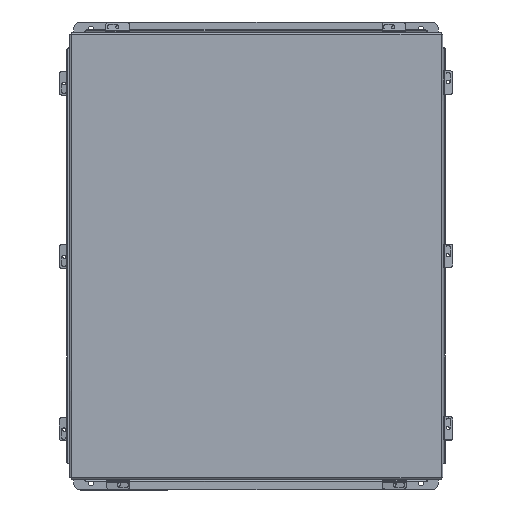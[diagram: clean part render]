
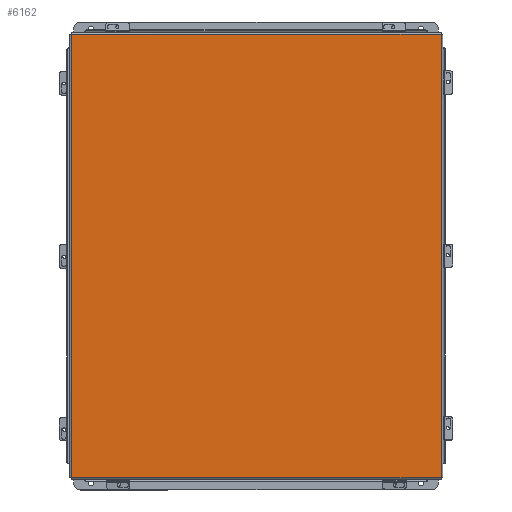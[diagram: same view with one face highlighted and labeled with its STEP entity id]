
A CAD part, top view. The second image highlights one B-rep face of the part: STEP entity #6162.
In plain terms, the highlighted face is planar.
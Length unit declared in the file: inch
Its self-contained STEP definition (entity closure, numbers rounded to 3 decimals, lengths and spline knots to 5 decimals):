
#68 = EDGE_LOOP ( 'NONE', ( #6279, #2051, #9921, #6159 ) ) ;
#339 = DIRECTION ( 'NONE',  ( 0., 1., 0. ) ) ;
#471 = FACE_OUTER_BOUND ( 'NONE', #68, .T. ) ;
#474 = CARTESIAN_POINT ( 'NONE',  ( 10.07448, -12.06855, -0.0747 ) ) ;
#657 = EDGE_CURVE ( 'NONE', #2163, #8116, #741, .T. ) ;
#684 = CARTESIAN_POINT ( 'NONE',  ( -10.06855, 12.06855, -0.0747 ) ) ;
#741 = LINE ( 'NONE', #972, #5035 ) ;
#935 = AXIS2_PLACEMENT_3D ( 'NONE', #8509, #9458, #5402 ) ;
#972 = CARTESIAN_POINT ( 'NONE',  ( -10.06855, -12.07448, -0.0747 ) ) ;
#1146 = VECTOR ( 'NONE', #1280, 39.37008 ) ;
#1280 = DIRECTION ( 'NONE',  ( 0., -1., 0. ) ) ;
#1776 = EDGE_CURVE ( 'NONE', #8116, #4667, #4940, .T. ) ;
#2051 = ORIENTED_EDGE ( 'NONE', *, *, #9226, .T. ) ;
#2163 = VERTEX_POINT ( 'NONE', #8101 ) ;
#2278 = CARTESIAN_POINT ( 'NONE',  ( 10.06855, 12.06855, -0.0747 ) ) ;
#2809 = CARTESIAN_POINT ( 'NONE',  ( 10.06855, 12.07448, -0.0747 ) ) ;
#3216 = DIRECTION ( 'NONE',  ( 1., 0., 0. ) ) ;
#3217 = PLANE ( 'NONE',  #935 ) ;
#3379 = VERTEX_POINT ( 'NONE', #6899 ) ;
#3572 = DIRECTION ( 'NONE',  ( -1., 0., 0. ) ) ;
#4667 = VERTEX_POINT ( 'NONE', #2278 ) ;
#4940 = LINE ( 'NONE', #8854, #6547 ) ;
#5035 = VECTOR ( 'NONE', #339, 39.37008 ) ;
#5207 = VECTOR ( 'NONE', #3572, 39.37008 ) ;
#5337 = EDGE_CURVE ( 'NONE', #3379, #2163, #7086, .T. ) ;
#5402 = DIRECTION ( 'NONE',  ( -1., 0., 0. ) ) ;
#6159 = ORIENTED_EDGE ( 'NONE', *, *, #657, .T. ) ;
#6162 = ADVANCED_FACE ( 'NONE', ( #471 ), #3217, .T. ) ;
#6279 = ORIENTED_EDGE ( 'NONE', *, *, #1776, .T. ) ;
#6547 = VECTOR ( 'NONE', #3216, 39.37008 ) ;
#6899 = CARTESIAN_POINT ( 'NONE',  ( 10.06855, -12.06855, -0.0747 ) ) ;
#7086 = LINE ( 'NONE', #474, #5207 ) ;
#8101 = CARTESIAN_POINT ( 'NONE',  ( -10.06855, -12.06855, -0.0747 ) ) ;
#8116 = VERTEX_POINT ( 'NONE', #684 ) ;
#8509 = CARTESIAN_POINT ( 'NONE',  ( 0., 0., -0.0747 ) ) ;
#8854 = CARTESIAN_POINT ( 'NONE',  ( -10.07448, 12.06855, -0.0747 ) ) ;
#9226 = EDGE_CURVE ( 'NONE', #4667, #3379, #9602, .T. ) ;
#9458 = DIRECTION ( 'NONE',  ( 0., 0., -1. ) ) ;
#9602 = LINE ( 'NONE', #2809, #1146 ) ;
#9921 = ORIENTED_EDGE ( 'NONE', *, *, #5337, .T. ) ;
